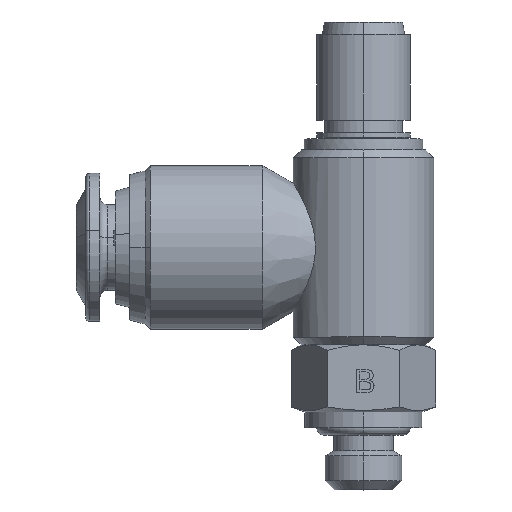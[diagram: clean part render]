
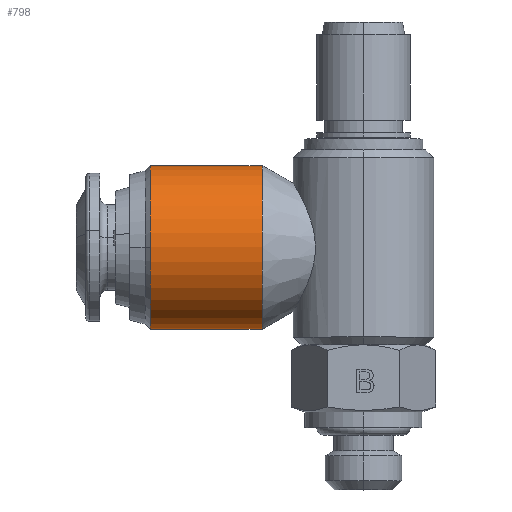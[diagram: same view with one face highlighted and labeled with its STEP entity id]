
A CAD part, top view. The second image highlights one B-rep face of the part: STEP entity #798.
In plain terms, the highlighted cylindrical face has radius 5.25 mm (diameter 10.5 mm), a partial arc.
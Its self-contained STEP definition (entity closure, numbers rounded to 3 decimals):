
#474 = AXIS2_PLACEMENT_3D ( 'NONE', #3831, #3832, #3830 ) ;
#798 = ADVANCED_FACE ( 'NONE', ( #2127 ), #2132, .T. ) ;
#993 = CARTESIAN_POINT ( 'NONE',  ( -13.668, 15.55, 0. ) ) ;
#994 = DIRECTION ( 'NONE',  ( 1., 0., 0. ) ) ;
#995 = DIRECTION ( 'NONE',  ( 0., 0., 1. ) ) ;
#1048 = CARTESIAN_POINT ( 'NONE',  ( -6.5, 15.55, 0. ) ) ;
#1049 = DIRECTION ( 'NONE',  ( -1., 0., 0. ) ) ;
#1050 = DIRECTION ( 'NONE',  ( 0., -1., 0. ) ) ;
#1052 = DIRECTION ( 'NONE',  ( -1., 0., 0. ) ) ;
#1053 = CARTESIAN_POINT ( 'NONE',  ( -21.5, 20.8, 0. ) ) ;
#1089 = CARTESIAN_POINT ( 'NONE',  ( -21.5, 10.3, 0. ) ) ;
#1091 = DIRECTION ( 'NONE',  ( -1., 0., 0. ) ) ;
#1093 = CARTESIAN_POINT ( 'NONE',  ( -13.668, 15.55, 0. ) ) ;
#1094 = DIRECTION ( 'NONE',  ( 1., 0., 0. ) ) ;
#1095 = DIRECTION ( 'NONE',  ( 0., 0., 1. ) ) ;
#2068 = CIRCLE ( 'NONE', #2559, 5.25 ) ;
#2081 = CIRCLE ( 'NONE', #2561, 5.25 ) ;
#2083 = LINE ( 'NONE', #1053, #2089 ) ;
#2088 = CIRCLE ( 'NONE', #2562, 5.25 ) ;
#2089 = VECTOR ( 'NONE', #1091, 1000. ) ;
#2090 = LINE ( 'NONE', #1089, #2091 ) ;
#2091 = VECTOR ( 'NONE', #1052, 1000. ) ;
#2127 = FACE_OUTER_BOUND ( 'NONE', #4142, .T. ) ;
#2132 = CYLINDRICAL_SURFACE ( 'NONE', #474, 5.25 ) ;
#2559 = AXIS2_PLACEMENT_3D ( 'NONE', #993, #994, #995 ) ;
#2561 = AXIS2_PLACEMENT_3D ( 'NONE', #1048, #1049, #1050 ) ;
#2562 = AXIS2_PLACEMENT_3D ( 'NONE', #1093, #1094, #1095 ) ;
#3025 = CARTESIAN_POINT ( 'NONE',  ( -13.668, 20.8, 0. ) ) ;
#3061 = CARTESIAN_POINT ( 'NONE',  ( -13.668, 15.55, 5.25 ) ) ;
#3081 = CARTESIAN_POINT ( 'NONE',  ( -13.668, 10.3, 0. ) ) ;
#3092 = CARTESIAN_POINT ( 'NONE',  ( -6.5, 10.3, 0. ) ) ;
#3654 = VERTEX_POINT ( 'NONE', #3958 ) ;
#3830 = DIRECTION ( 'NONE',  ( 0., -1., 0. ) ) ;
#3831 = CARTESIAN_POINT ( 'NONE',  ( -21.5, 15.55, 0. ) ) ;
#3832 = DIRECTION ( 'NONE',  ( -1., 0., 0. ) ) ;
#3958 = CARTESIAN_POINT ( 'NONE',  ( -6.5, 20.8, 0. ) ) ;
#4075 = EDGE_CURVE ( 'NONE', #4479, #4499, #2068, .T. ) ;
#4082 = EDGE_CURVE ( 'NONE', #4510, #3654, #2081, .T. ) ;
#4087 = EDGE_CURVE ( 'NONE', #3654, #4452, #2083, .T. ) ;
#4088 = EDGE_CURVE ( 'NONE', #4452, #4479, #2088, .T. ) ;
#4089 = EDGE_CURVE ( 'NONE', #4510, #4499, #2090, .T. ) ;
#4142 = EDGE_LOOP ( 'NONE', ( #4740, #4743, #4742, #4736, #4739 ) ) ;
#4452 = VERTEX_POINT ( 'NONE', #3025 ) ;
#4479 = VERTEX_POINT ( 'NONE', #3061 ) ;
#4499 = VERTEX_POINT ( 'NONE', #3081 ) ;
#4510 = VERTEX_POINT ( 'NONE', #3092 ) ;
#4736 = ORIENTED_EDGE ( 'NONE', *, *, #4075, .T. ) ;
#4739 = ORIENTED_EDGE ( 'NONE', *, *, #4089, .F. ) ;
#4740 = ORIENTED_EDGE ( 'NONE', *, *, #4082, .T. ) ;
#4742 = ORIENTED_EDGE ( 'NONE', *, *, #4088, .T. ) ;
#4743 = ORIENTED_EDGE ( 'NONE', *, *, #4087, .T. ) ;
